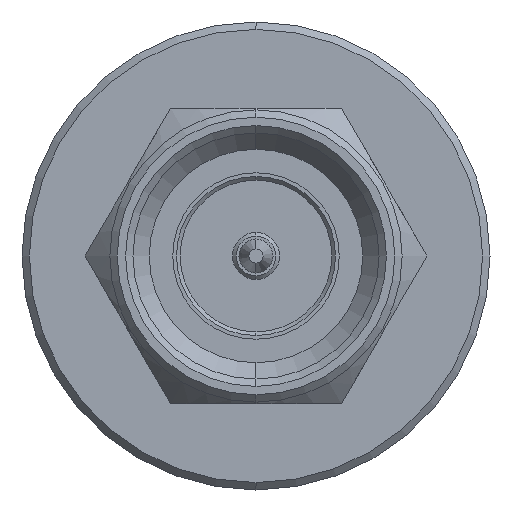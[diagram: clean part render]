
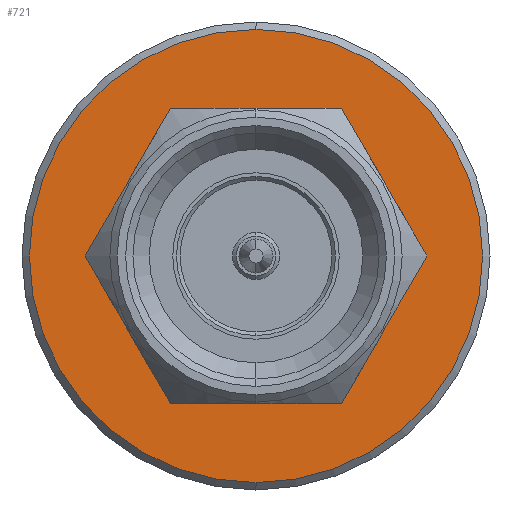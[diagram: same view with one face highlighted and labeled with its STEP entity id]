
A CAD part, left-side view. The second image highlights one B-rep face of the part: STEP entity #721.
In plain terms, the highlighted planar face has unit normal (-1, 0, 0).
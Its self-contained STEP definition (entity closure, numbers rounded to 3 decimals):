
#27 = VERTEX_POINT ( 'NONE', #1750 ) ;
#262 = CIRCLE ( 'NONE', #1927, 6.125 ) ;
#324 = AXIS2_PLACEMENT_3D ( 'NONE', #1582, #1334, #2107 ) ;
#393 = FACE_BOUND ( 'NONE', #2524, .T. ) ;
#467 = VERTEX_POINT ( 'NONE', #2875 ) ;
#471 = DIRECTION ( 'NONE',  ( 0., 0., 1. ) ) ;
#615 = EDGE_CURVE ( 'NONE', #1387, #2393, #645, .T. ) ;
#645 = CIRCLE ( 'NONE', #324, 6.125 ) ;
#721 = ADVANCED_FACE ( 'NONE', ( #393, #2399 ), #1017, .F. ) ;
#765 = EDGE_CURVE ( 'NONE', #467, #27, #858, .T. ) ;
#766 = ORIENTED_EDGE ( 'NONE', *, *, #1829, .T. ) ;
#847 = ORIENTED_EDGE ( 'NONE', *, *, #615, .T. ) ;
#858 = CIRCLE ( 'NONE', #3279, 3.27 ) ;
#961 = DIRECTION ( 'NONE',  ( -1., 0., 0. ) ) ;
#1017 = PLANE ( 'NONE',  #2086 ) ;
#1120 = CARTESIAN_POINT ( 'NONE',  ( -30.19, 0., 0. ) ) ;
#1281 = DIRECTION ( 'NONE',  ( 0., 0., -1. ) ) ;
#1326 = CIRCLE ( 'NONE', #2325, 3.27 ) ;
#1334 = DIRECTION ( 'NONE',  ( -1., 0., 0. ) ) ;
#1387 = VERTEX_POINT ( 'NONE', #3322 ) ;
#1454 = DIRECTION ( 'NONE',  ( 0., 0., 1. ) ) ;
#1582 = CARTESIAN_POINT ( 'NONE',  ( -30.19, 0., 0. ) ) ;
#1750 = CARTESIAN_POINT ( 'NONE',  ( -30.19, 0., -3.27 ) ) ;
#1829 = EDGE_CURVE ( 'NONE', #2393, #1387, #262, .T. ) ;
#1927 = AXIS2_PLACEMENT_3D ( 'NONE', #3098, #2500, #471 ) ;
#1942 = EDGE_LOOP ( 'NONE', ( #766, #847 ) ) ;
#1994 = ORIENTED_EDGE ( 'NONE', *, *, #2499, .F. ) ;
#2003 = CARTESIAN_POINT ( 'NONE',  ( -30.19, 0., 0. ) ) ;
#2061 = DIRECTION ( 'NONE',  ( -1., 0., 0. ) ) ;
#2086 = AXIS2_PLACEMENT_3D ( 'NONE', #3042, #2820, #1281 ) ;
#2107 = DIRECTION ( 'NONE',  ( 0., 0., 1. ) ) ;
#2266 = CARTESIAN_POINT ( 'NONE',  ( -30.19, 0., -6.125 ) ) ;
#2325 = AXIS2_PLACEMENT_3D ( 'NONE', #1120, #2061, #1454 ) ;
#2393 = VERTEX_POINT ( 'NONE', #2266 ) ;
#2399 = FACE_OUTER_BOUND ( 'NONE', #1942, .T. ) ;
#2499 = EDGE_CURVE ( 'NONE', #27, #467, #1326, .T. ) ;
#2500 = DIRECTION ( 'NONE',  ( -1., 0., 0. ) ) ;
#2524 = EDGE_LOOP ( 'NONE', ( #3267, #1994 ) ) ;
#2769 = DIRECTION ( 'NONE',  ( 0., 0., 1. ) ) ;
#2820 = DIRECTION ( 'NONE',  ( 1., 0., 0. ) ) ;
#2875 = CARTESIAN_POINT ( 'NONE',  ( -30.19, 0., 3.27 ) ) ;
#3042 = CARTESIAN_POINT ( 'NONE',  ( -30.19, 0., 0. ) ) ;
#3098 = CARTESIAN_POINT ( 'NONE',  ( -30.19, 0., 0. ) ) ;
#3267 = ORIENTED_EDGE ( 'NONE', *, *, #765, .F. ) ;
#3279 = AXIS2_PLACEMENT_3D ( 'NONE', #2003, #961, #2769 ) ;
#3322 = CARTESIAN_POINT ( 'NONE',  ( -30.19, 0., 6.125 ) ) ;
